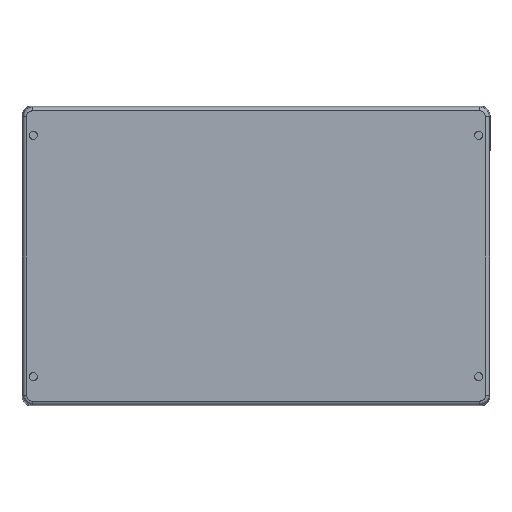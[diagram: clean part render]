
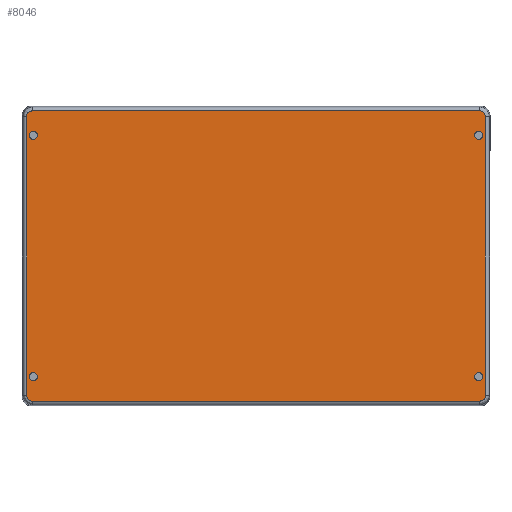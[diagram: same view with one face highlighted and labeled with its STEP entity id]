
A CAD part, left-side view. The second image highlights one B-rep face of the part: STEP entity #8046.
In plain terms, the highlighted planar face has unit normal (-1, 0, 0).
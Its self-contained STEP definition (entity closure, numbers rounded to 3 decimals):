
#550=LINE('',#14424,#1056);
#552=LINE('',#14560,#1058);
#553=LINE('',#14565,#1059);
#555=LINE('',#14698,#1061);
#1056=VECTOR('',#11764,23.903);
#1058=VECTOR('',#11782,14.903);
#1059=VECTOR('',#11787,14.903);
#1061=VECTOR('',#11803,23.903);
#1110=ELLIPSE('',#9136,0.3,0.3);
#1111=ELLIPSE('',#9138,0.3,0.3);
#1114=ELLIPSE('',#9146,0.3,0.3);
#1115=ELLIPSE('',#9148,0.3,0.3);
#1301=PLANE('',#9157);
#1726=FACE_BOUND('',#2932,.T.);
#1727=FACE_BOUND('',#2933,.T.);
#1728=FACE_BOUND('',#2934,.T.);
#1729=FACE_BOUND('',#2935,.T.);
#2241=FACE_OUTER_BOUND('',#2931,.T.);
#2931=EDGE_LOOP('',(#7415,#7416,#7417,#7418,#7419,#7420,#7421,#7422));
#2932=EDGE_LOOP('',(#7423));
#2933=EDGE_LOOP('',(#7424));
#2934=EDGE_LOOP('',(#7425));
#2935=EDGE_LOOP('',(#7426));
#3214=CIRCLE('',#8641,0.225);
#3218=CIRCLE('',#8647,0.225);
#3222=CIRCLE('',#8653,0.225);
#3226=CIRCLE('',#8659,0.225);
#3869=VERTEX_POINT('',#13434);
#3873=VERTEX_POINT('',#13444);
#3877=VERTEX_POINT('',#13454);
#3881=VERTEX_POINT('',#13464);
#4183=VERTEX_POINT('',#14417);
#4186=VERTEX_POINT('',#14422);
#4187=VERTEX_POINT('',#14485);
#4190=VERTEX_POINT('',#14551);
#4191=VERTEX_POINT('',#14556);
#4194=VERTEX_POINT('',#14563);
#4195=VERTEX_POINT('',#14627);
#4198=VERTEX_POINT('',#14693);
#4821=EDGE_CURVE('',#3869,#3869,#3214,.T.);
#4825=EDGE_CURVE('',#3873,#3873,#3218,.T.);
#4829=EDGE_CURVE('',#3877,#3877,#3222,.T.);
#4833=EDGE_CURVE('',#3881,#3881,#3226,.T.);
#5254=EDGE_CURVE('',#4186,#4183,#550,.T.);
#5257=EDGE_CURVE('',#4183,#4187,#1110,.T.);
#5259=EDGE_CURVE('',#4190,#4186,#1111,.T.);
#5263=EDGE_CURVE('',#4187,#4191,#552,.T.);
#5265=EDGE_CURVE('',#4194,#4190,#553,.T.);
#5269=EDGE_CURVE('',#4191,#4195,#1114,.T.);
#5271=EDGE_CURVE('',#4198,#4194,#1115,.T.);
#5273=EDGE_CURVE('',#4195,#4198,#555,.T.);
#7415=ORIENTED_EDGE('',*,*,#5254,.F.);
#7416=ORIENTED_EDGE('',*,*,#5259,.F.);
#7417=ORIENTED_EDGE('',*,*,#5265,.F.);
#7418=ORIENTED_EDGE('',*,*,#5271,.F.);
#7419=ORIENTED_EDGE('',*,*,#5273,.F.);
#7420=ORIENTED_EDGE('',*,*,#5269,.F.);
#7421=ORIENTED_EDGE('',*,*,#5263,.F.);
#7422=ORIENTED_EDGE('',*,*,#5257,.F.);
#7423=ORIENTED_EDGE('',*,*,#4833,.T.);
#7424=ORIENTED_EDGE('',*,*,#4829,.T.);
#7425=ORIENTED_EDGE('',*,*,#4825,.T.);
#7426=ORIENTED_EDGE('',*,*,#4821,.T.);
#8046=ADVANCED_FACE('',(#2241,#1726,#1727,#1728,#1729),#1301,.T.);
#8641=AXIS2_PLACEMENT_3D('',#13435,#10599,#10600);
#8647=AXIS2_PLACEMENT_3D('',#13445,#10611,#10612);
#8653=AXIS2_PLACEMENT_3D('',#13455,#10623,#10624);
#8659=AXIS2_PLACEMENT_3D('',#13465,#10635,#10636);
#9136=AXIS2_PLACEMENT_3D('',#14489,#11769,#11770);
#9138=AXIS2_PLACEMENT_3D('',#14553,#11773,#11774);
#9146=AXIS2_PLACEMENT_3D('',#14631,#11793,#11794);
#9148=AXIS2_PLACEMENT_3D('',#14695,#11797,#11798);
#9157=AXIS2_PLACEMENT_3D('',#14718,#11824,#11825);
#10599=DIRECTION('center_axis',(1.,0.,0.));
#10600=DIRECTION('ref_axis',(0.,0.,-1.));
#10611=DIRECTION('center_axis',(1.,0.,0.));
#10612=DIRECTION('ref_axis',(0.,0.,-1.));
#10623=DIRECTION('center_axis',(1.,0.,0.));
#10624=DIRECTION('ref_axis',(0.,0.,-1.));
#10635=DIRECTION('center_axis',(1.,0.,0.));
#10636=DIRECTION('ref_axis',(0.,0.,-1.));
#11764=DIRECTION('',(0.,-1.,0.));
#11769=DIRECTION('center_axis',(1.,0.,0.));
#11770=DIRECTION('ref_axis',(0.,-0.707,0.707));
#11773=DIRECTION('center_axis',(1.,0.,0.));
#11774=DIRECTION('ref_axis',(0.,0.707,0.707));
#11782=DIRECTION('',(0.,0.,-1.));
#11787=DIRECTION('',(0.,0.,1.));
#11793=DIRECTION('center_axis',(1.,0.,0.));
#11794=DIRECTION('ref_axis',(0.,-0.707,-0.707));
#11797=DIRECTION('center_axis',(1.,0.,0.));
#11798=DIRECTION('ref_axis',(0.,0.707,-0.707));
#11803=DIRECTION('',(0.,1.,0.));
#11824=DIRECTION('center_axis',(-1.,0.,0.));
#11825=DIRECTION('ref_axis',(0.,0.,1.));
#13434=CARTESIAN_POINT('',(0.,-11.9,6.675));
#13435=CARTESIAN_POINT('Origin',(0.,-11.9,6.45));
#13444=CARTESIAN_POINT('',(0.,-11.9,-6.225));
#13445=CARTESIAN_POINT('Origin',(0.,-11.9,-6.45));
#13454=CARTESIAN_POINT('',(0.,11.9,6.675));
#13455=CARTESIAN_POINT('Origin',(0.,11.9,6.45));
#13464=CARTESIAN_POINT('',(0.,11.9,-6.225));
#13465=CARTESIAN_POINT('Origin',(0.,11.9,-6.45));
#14417=CARTESIAN_POINT('',(0.,-11.952,7.751));
#14422=CARTESIAN_POINT('',(0.,11.951,7.751));
#14424=CARTESIAN_POINT('',(0.,11.951,7.751));
#14485=CARTESIAN_POINT('',(0.,-12.252,7.451));
#14489=CARTESIAN_POINT('Origin',(0.,-11.952,7.451));
#14551=CARTESIAN_POINT('',(0.,12.251,7.451));
#14553=CARTESIAN_POINT('Origin',(0.,11.951,7.451));
#14556=CARTESIAN_POINT('',(0.,-12.252,-7.451));
#14560=CARTESIAN_POINT('',(0.,-12.252,7.451));
#14563=CARTESIAN_POINT('',(0.,12.251,-7.451));
#14565=CARTESIAN_POINT('',(0.,12.251,-7.451));
#14627=CARTESIAN_POINT('',(0.,-11.952,-7.751));
#14631=CARTESIAN_POINT('Origin',(0.,-11.952,-7.451));
#14693=CARTESIAN_POINT('',(0.,11.951,-7.751));
#14695=CARTESIAN_POINT('Origin',(0.,11.951,-7.451));
#14698=CARTESIAN_POINT('',(0.,-11.952,-7.751));
#14718=CARTESIAN_POINT('Origin',(0.,-12.45,-8.));
